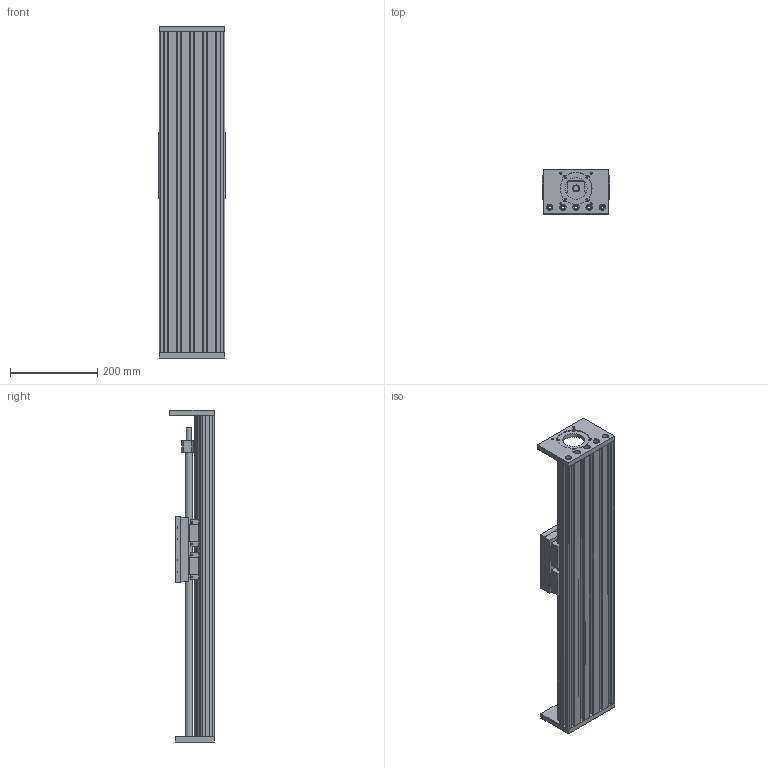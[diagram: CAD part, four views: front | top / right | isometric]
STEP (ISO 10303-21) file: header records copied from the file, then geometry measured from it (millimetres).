
FILE_DESCRIPTION(/* description */ (''),/* implementation_level */ '2;1');
FILE_NAME(/* name */ 'GX150-15线轨-500行程.stp',/* time_stamp */ '2022-06-01T18:03:15+08:00',/* author */ (''),/* organization */ (''),/* preprocessor_version */ 'ST-DEVELOPER v16',/* originating_system */ 'SIEMENS PLM Software NX 10.0',/* authorisation */ '');
FILE_SCHEMA (('AP203_CONFIGURATION_CONTROLLED_3D_DESIGN_OF_MECHANICAL_PARTS_AND_ASSEMBLIES_MIM_LF { 1 0 10303 403 2 1 2}'));
Length unit declared in the file: millimetre
Products named in the file (1): Admi1B78CFABobo3
Bounding box: 155 x 101 x 759 mm (x, y, z)
Volume: 2469741.6 mm3; surface area: 1245807.1 mm2
Topology: 18 solids, 18 shells, 1411 faces, 3765 edges, 2522 vertices
Faces by surface type: cylinder 702, plane 699, cone 10
Full cylindrical faces by diameter (mm): 4.3 x14, 4.5 x28, 5 x14, 5.5 x10, 6.6 x10, 8 x28, 9 x10, 10 x4, 11 x4, 12 x4, 14.5 x10, 16 x3, 20 x1, 28 x4, 29 x1
Entity records: 44049 total; most frequent: DIRECTION 7853, CARTESIAN_POINT 7496, ORIENTED_EDGE 7190, EDGE_CURVE 3595, AXIS2_PLACEMENT_3D 2846, VERTEX_POINT 2489, LINE 2161, VECTOR 2161
